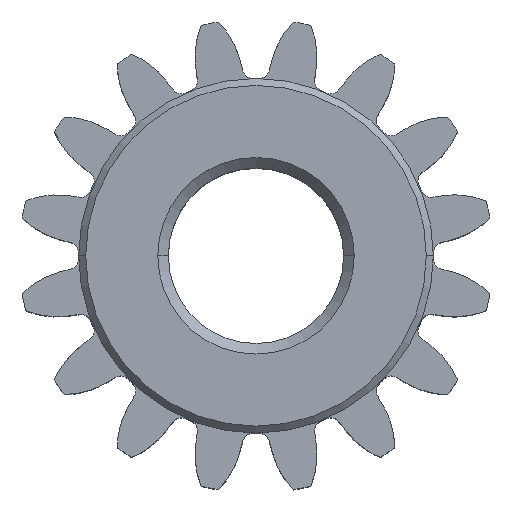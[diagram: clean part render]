
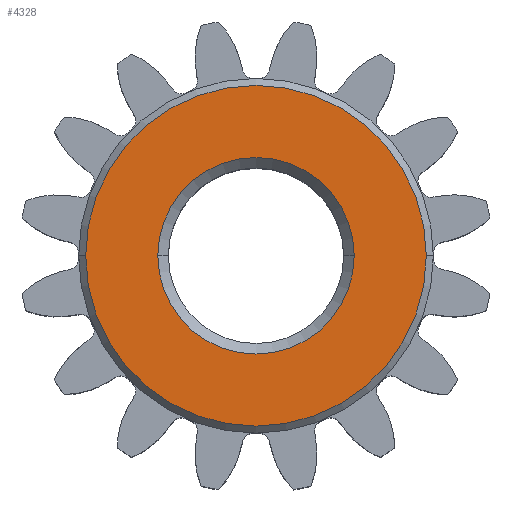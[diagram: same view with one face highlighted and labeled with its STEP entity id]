
A CAD part, top view. The second image highlights one B-rep face of the part: STEP entity #4328.
In plain terms, the highlighted planar face has unit normal (0, 0, 1).
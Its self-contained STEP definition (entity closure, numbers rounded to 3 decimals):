
#419 = EDGE_CURVE ( 'NONE', #500, #507, #4087, .T. ) ;
#431 = EDGE_CURVE ( 'NONE', #505, #497, #4104, .T. ) ;
#497 = VERTEX_POINT ( 'NONE', #859 ) ;
#500 = VERTEX_POINT ( 'NONE', #863 ) ;
#505 = VERTEX_POINT ( 'NONE', #869 ) ;
#507 = VERTEX_POINT ( 'NONE', #871 ) ;
#690 = EDGE_CURVE ( 'NONE', #507, #500, #4222, .T. ) ;
#691 = EDGE_CURVE ( 'NONE', #497, #505, #4223, .T. ) ;
#811 = CARTESIAN_POINT ( 'NONE',  ( -921.726, 13.423, 7. ) ) ;
#812 = DIRECTION ( 'NONE',  ( 0., 0., -1. ) ) ;
#813 = DIRECTION ( 'NONE',  ( 1., 0., 0. ) ) ;
#843 = CARTESIAN_POINT ( 'NONE',  ( -921.726, 13.423, 7. ) ) ;
#844 = DIRECTION ( 'NONE',  ( 0., 0., 1. ) ) ;
#845 = DIRECTION ( 'NONE',  ( 1., 0., 0. ) ) ;
#859 = CARTESIAN_POINT ( 'NONE',  ( -926.582, 13.423, 7. ) ) ;
#863 = CARTESIAN_POINT ( 'NONE',  ( -918.926, 13.423, 7. ) ) ;
#869 = CARTESIAN_POINT ( 'NONE',  ( -916.871, 13.423, 7. ) ) ;
#871 = CARTESIAN_POINT ( 'NONE',  ( -924.526, 13.423, 7. ) ) ;
#1196 = CARTESIAN_POINT ( 'NONE',  ( -921.726, 13.423, 7. ) ) ;
#1197 = DIRECTION ( 'NONE',  ( 0., 0., -1. ) ) ;
#1198 = DIRECTION ( 'NONE',  ( 1., 0., 0. ) ) ;
#1199 = CARTESIAN_POINT ( 'NONE',  ( -921.726, 13.423, 7. ) ) ;
#1200 = DIRECTION ( 'NONE',  ( 0., 0., 1. ) ) ;
#1201 = DIRECTION ( 'NONE',  ( 1., 0., 0. ) ) ;
#1261 = EDGE_LOOP ( 'NONE', ( #3816, #3817 ) ) ;
#1263 = EDGE_LOOP ( 'NONE', ( #3818, #3819 ) ) ;
#1588 = DIRECTION ( 'NONE',  ( 0., 0., 1. ) ) ;
#1590 = CARTESIAN_POINT ( 'NONE',  ( -915.748, 15.14, 7. ) ) ;
#1592 = PLANE ( 'NONE',  #3981 ) ;
#1594 = DIRECTION ( 'NONE',  ( 1., 0., 0. ) ) ;
#1922 = AXIS2_PLACEMENT_3D ( 'NONE', #811, #812, #813 ) ;
#1928 = AXIS2_PLACEMENT_3D ( 'NONE', #843, #844, #845 ) ;
#2214 = FACE_BOUND ( 'NONE', #1261, .T. ) ;
#2218 = FACE_OUTER_BOUND ( 'NONE', #1263, .T. ) ;
#3686 = AXIS2_PLACEMENT_3D ( 'NONE', #1196, #1197, #1198 ) ;
#3687 = AXIS2_PLACEMENT_3D ( 'NONE', #1199, #1200, #1201 ) ;
#3816 = ORIENTED_EDGE ( 'NONE', *, *, #419, .T. ) ;
#3817 = ORIENTED_EDGE ( 'NONE', *, *, #690, .T. ) ;
#3818 = ORIENTED_EDGE ( 'NONE', *, *, #691, .T. ) ;
#3819 = ORIENTED_EDGE ( 'NONE', *, *, #431, .T. ) ;
#3981 = AXIS2_PLACEMENT_3D ( 'NONE', #1590, #1588, #1594 ) ;
#4087 = CIRCLE ( 'NONE', #1922, 2.8 ) ;
#4104 = CIRCLE ( 'NONE', #1928, 4.855 ) ;
#4222 = CIRCLE ( 'NONE', #3686, 2.8 ) ;
#4223 = CIRCLE ( 'NONE', #3687, 4.855 ) ;
#4328 = ADVANCED_FACE ( 'NONE', ( #2214, #2218 ), #1592, .T. ) ;
